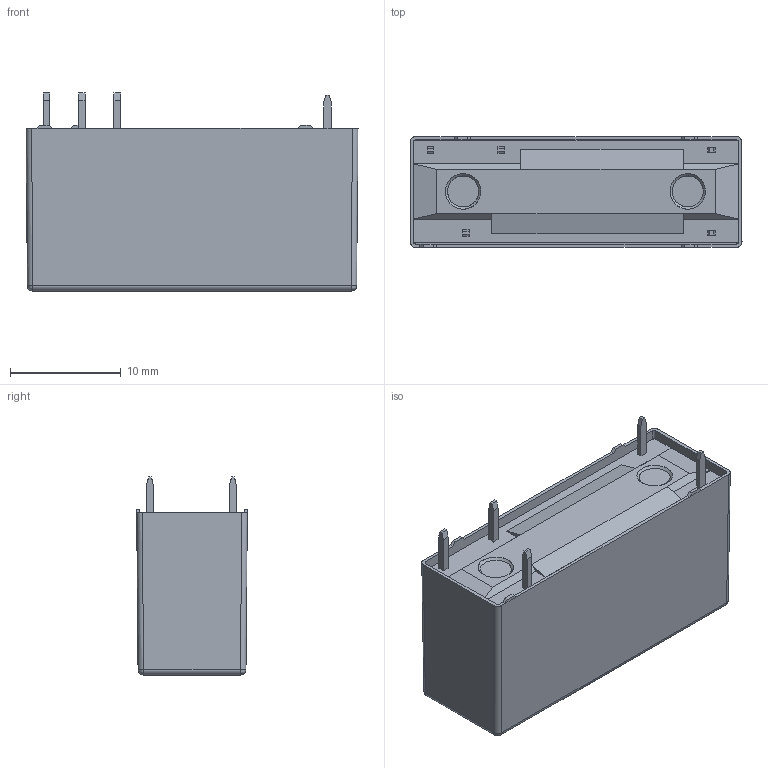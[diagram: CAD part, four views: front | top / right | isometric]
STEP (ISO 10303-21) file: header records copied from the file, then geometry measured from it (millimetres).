
FILE_DESCRIPTION(('STEP AP214'),'2;1');
FILE_NAME('complessivo43_41.stp','2010-10-19T08:33:28',(''),(''),'2007.1.106','THINKDESIGN','');
FILE_SCHEMA(('AUTOMOTIVE_DESIGN'));
Length unit declared in the file: millimetre
Products named in the file (1): None
Bounding box: 30 x 10 x 17.9 mm (x, y, z)
Surface area: 3223.1 mm2 (no closed solid volume)
Topology: 0 solids, 0 shells, 225 faces, 1124 edges, 1095 vertices
Faces by surface type: plane 134, bspline 47, cylinder 44
Full cylindrical faces by diameter (mm): 0.6 x1, 1.5 x1
Entity records: 14279 total; most frequent: CARTESIAN_POINT 6189, DIRECTION 1293, COMPOSITE_CURVE_SEGMENT 1106, TRIMMED_CURVE 862, VECTOR 795, LINE 795, AXIS2_PLACEMENT_3D 249, OUTER_BOUNDARY_CURVE 225
